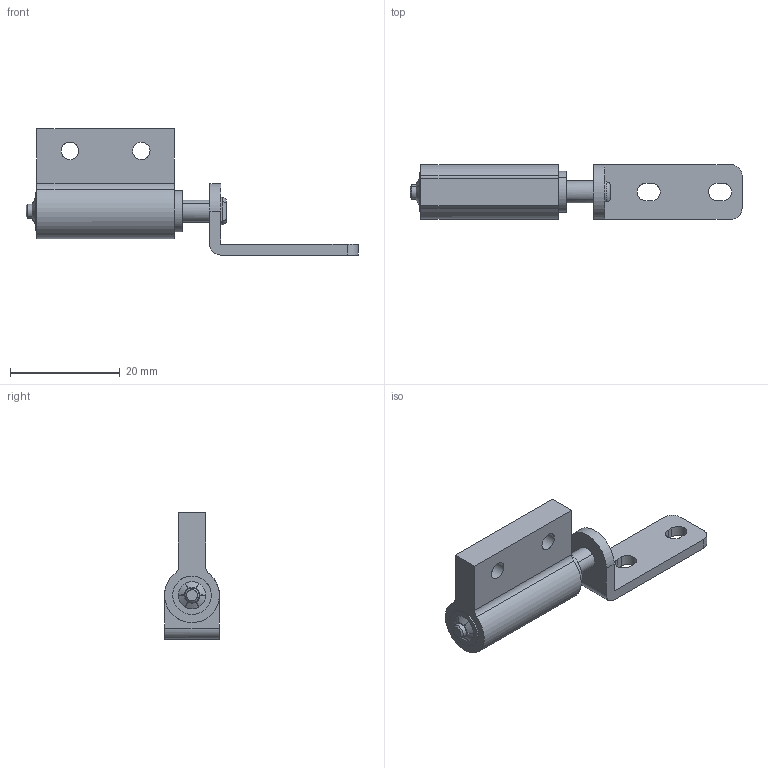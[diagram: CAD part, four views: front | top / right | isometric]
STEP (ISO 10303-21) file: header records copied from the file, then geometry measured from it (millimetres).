
FILE_DESCRIPTION((''),'2;1');
FILE_NAME('','2012-08-22T09:25:25',(''),(''),'','CADfix','');
FILE_SCHEMA(('AUTOMOTIVE_DESIGN { 1 0 10303 214 1 1 1 1 }'));
Length unit declared in the file: millimetre
Bounding box: 60.5 x 10 x 23 mm (x, y, z)
Volume: 4009.3 mm3; surface area: 2784.8 mm2
Topology: 3 solids, 3 shells, 96 faces, 317 edges, 232 vertices
Faces by surface type: bspline 96
Entity records: 4564 total; most frequent: CARTESIAN_POINT 2651, ORIENTED_EDGE 634, EDGE_CURVE 317, VERTEX_POINT 232, B_SPLINE_CURVE_WITH_KNOTS 176, QUASI_UNIFORM_CURVE 141, EDGE_LOOP 113, FACE_OUTER_BOUND 96
